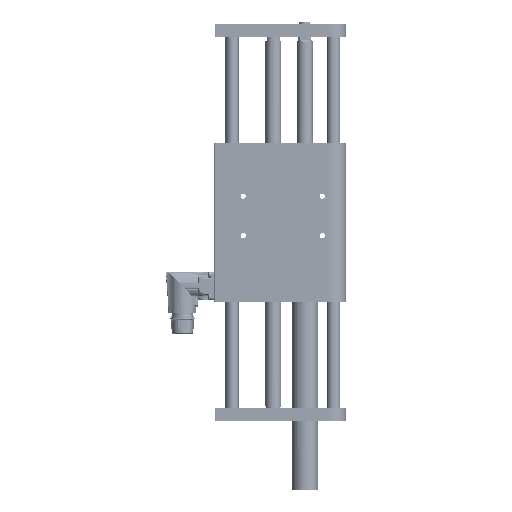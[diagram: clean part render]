
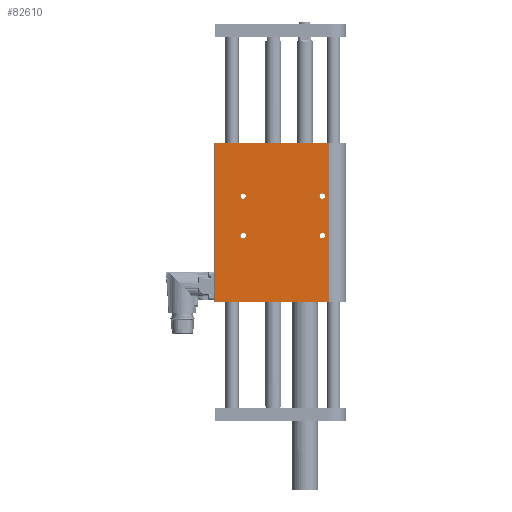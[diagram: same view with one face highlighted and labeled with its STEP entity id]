
A CAD part, left-side view. The second image highlights one B-rep face of the part: STEP entity #82610.
In plain terms, the highlighted planar face has unit normal (-1, 0, 0).
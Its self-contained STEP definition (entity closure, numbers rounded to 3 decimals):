
#38 = CIRCLE ( 'NONE', #103307, 2.15 ) ;
#2782 = FACE_BOUND ( 'NONE', #32397, .T. ) ;
#5487 = DIRECTION ( 'NONE',  ( 0., 0., -1. ) ) ;
#6493 = LINE ( 'NONE', #125023, #56463 ) ;
#9613 = CARTESIAN_POINT ( 'NONE',  ( -12.5, -0.5, 120. ) ) ;
#10282 = VERTEX_POINT ( 'NONE', #27836 ) ;
#10504 = AXIS2_PLACEMENT_3D ( 'NONE', #47125, #76175, #73593 ) ;
#11046 = EDGE_LOOP ( 'NONE', ( #107870, #63715, #42215, #80554 ) ) ;
#19588 = DIRECTION ( 'NONE',  ( -1., 0., 0. ) ) ;
#23550 = FACE_BOUND ( 'NONE', #49180, .T. ) ;
#23803 = CIRCLE ( 'NONE', #96156, 2. ) ;
#26937 = AXIS2_PLACEMENT_3D ( 'NONE', #32633, #111558, #63029 ) ;
#27086 = EDGE_CURVE ( 'NONE', #104394, #96677, #6493, .T. ) ;
#27825 = VERTEX_POINT ( 'NONE', #108218 ) ;
#27836 = CARTESIAN_POINT ( 'NONE',  ( -12.5, -22., 78. ) ) ;
#28875 = CIRCLE ( 'NONE', #45444, 2.15 ) ;
#30063 = DIRECTION ( 'NONE',  ( 1., 0., 0. ) ) ;
#30210 = EDGE_LOOP ( 'NONE', ( #95718 ) ) ;
#32397 = EDGE_LOOP ( 'NONE', ( #42160 ) ) ;
#32633 = CARTESIAN_POINT ( 'NONE',  ( -12.5, 0., 120. ) ) ;
#35343 = LINE ( 'NONE', #64459, #103895 ) ;
#36325 = DIRECTION ( 'NONE',  ( 0., -1., 0. ) ) ;
#37051 = LINE ( 'NONE', #47435, #97817 ) ;
#40874 = CARTESIAN_POINT ( 'NONE',  ( -12.5, -22., 52.15 ) ) ;
#41103 = PLANE ( 'NONE',  #26937 ) ;
#42160 = ORIENTED_EDGE ( 'NONE', *, *, #83155, .T. ) ;
#42215 = ORIENTED_EDGE ( 'NONE', *, *, #67591, .T. ) ;
#42378 = FACE_BOUND ( 'NONE', #118966, .T. ) ;
#45444 = AXIS2_PLACEMENT_3D ( 'NONE', #68675, #108148, #59022 ) ;
#47125 = CARTESIAN_POINT ( 'NONE',  ( -12.5, -82., 50. ) ) ;
#47435 = CARTESIAN_POINT ( 'NONE',  ( -12.5, -0.5, 120. ) ) ;
#49180 = EDGE_LOOP ( 'NONE', ( #58696 ) ) ;
#53794 = EDGE_CURVE ( 'NONE', #109403, #109403, #38, .T. ) ;
#56463 = VECTOR ( 'NONE', #36325, 1000. ) ;
#56487 = EDGE_CURVE ( 'NONE', #75043, #75043, #28875, .T. ) ;
#57919 = CARTESIAN_POINT ( 'NONE',  ( -12.5, -22., 80. ) ) ;
#58401 = CARTESIAN_POINT ( 'NONE',  ( -12.5, 0., 0. ) ) ;
#58696 = ORIENTED_EDGE ( 'NONE', *, *, #53794, .F. ) ;
#59022 = DIRECTION ( 'NONE',  ( 0., 0., 1. ) ) ;
#63029 = DIRECTION ( 'NONE',  ( 0., 1., 0. ) ) ;
#63715 = ORIENTED_EDGE ( 'NONE', *, *, #89188, .T. ) ;
#64459 = CARTESIAN_POINT ( 'NONE',  ( -12.5, -87.5, 120. ) ) ;
#64717 = CARTESIAN_POINT ( 'NONE',  ( -12.5, -82., 82.15 ) ) ;
#67591 = EDGE_CURVE ( 'NONE', #74869, #27825, #117895, .T. ) ;
#68675 = CARTESIAN_POINT ( 'NONE',  ( -12.5, -82., 80. ) ) ;
#73593 = DIRECTION ( 'NONE',  ( 0., 0., -1. ) ) ;
#74869 = VERTEX_POINT ( 'NONE', #116009 ) ;
#75043 = VERTEX_POINT ( 'NONE', #64717 ) ;
#76175 = DIRECTION ( 'NONE',  ( 1., 0., 0. ) ) ;
#77116 = DIRECTION ( 'NONE',  ( 0., 0., -1. ) ) ;
#77828 = CARTESIAN_POINT ( 'NONE',  ( -12.5, -22., 50. ) ) ;
#78579 = DIRECTION ( 'NONE',  ( 0., 0., -1. ) ) ;
#80554 = ORIENTED_EDGE ( 'NONE', *, *, #124553, .F. ) ;
#81800 = FACE_OUTER_BOUND ( 'NONE', #11046, .T. ) ;
#82610 = ADVANCED_FACE ( 'NONE', ( #120035, #2782, #23550, #42378, #81800 ), #41103, .F. ) ;
#83155 = EDGE_CURVE ( 'NONE', #83953, #83953, #101390, .T. ) ;
#83953 = VERTEX_POINT ( 'NONE', #102051 ) ;
#88149 = DIRECTION ( 'NONE',  ( 0., -1., 0. ) ) ;
#89188 = EDGE_CURVE ( 'NONE', #104394, #74869, #37051, .T. ) ;
#95718 = ORIENTED_EDGE ( 'NONE', *, *, #123560, .T. ) ;
#96156 = AXIS2_PLACEMENT_3D ( 'NONE', #57919, #30063, #78579 ) ;
#96218 = ORIENTED_EDGE ( 'NONE', *, *, #56487, .F. ) ;
#96677 = VERTEX_POINT ( 'NONE', #114903 ) ;
#97817 = VECTOR ( 'NONE', #77116, 1000. ) ;
#98113 = VECTOR ( 'NONE', #88149, 1000. ) ;
#98534 = DIRECTION ( 'NONE',  ( 0., 0., 1. ) ) ;
#101390 = CIRCLE ( 'NONE', #10504, 2. ) ;
#102051 = CARTESIAN_POINT ( 'NONE',  ( -12.5, -82., 48. ) ) ;
#103307 = AXIS2_PLACEMENT_3D ( 'NONE', #77828, #19588, #98534 ) ;
#103895 = VECTOR ( 'NONE', #5487, 1000. ) ;
#104394 = VERTEX_POINT ( 'NONE', #9613 ) ;
#107870 = ORIENTED_EDGE ( 'NONE', *, *, #27086, .F. ) ;
#108148 = DIRECTION ( 'NONE',  ( -1., 0., 0. ) ) ;
#108218 = CARTESIAN_POINT ( 'NONE',  ( -12.5, -87.5, 0. ) ) ;
#109403 = VERTEX_POINT ( 'NONE', #40874 ) ;
#111558 = DIRECTION ( 'NONE',  ( 1., 0., 0. ) ) ;
#114903 = CARTESIAN_POINT ( 'NONE',  ( -12.5, -87.5, 120. ) ) ;
#116009 = CARTESIAN_POINT ( 'NONE',  ( -12.5, -0.5, 0. ) ) ;
#117895 = LINE ( 'NONE', #58401, #98113 ) ;
#118966 = EDGE_LOOP ( 'NONE', ( #96218 ) ) ;
#120035 = FACE_BOUND ( 'NONE', #30210, .T. ) ;
#123560 = EDGE_CURVE ( 'NONE', #10282, #10282, #23803, .T. ) ;
#124553 = EDGE_CURVE ( 'NONE', #96677, #27825, #35343, .T. ) ;
#125023 = CARTESIAN_POINT ( 'NONE',  ( -12.5, 0., 120. ) ) ;
